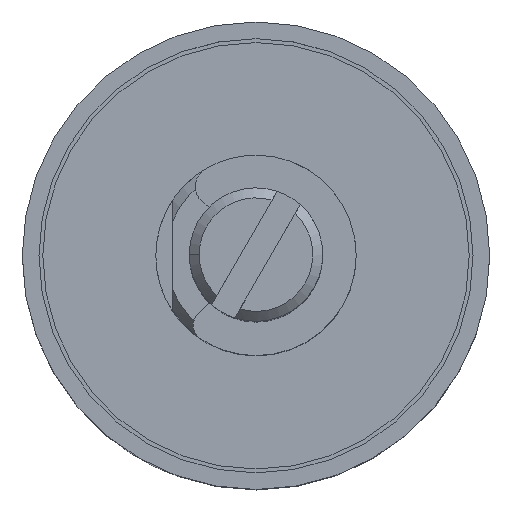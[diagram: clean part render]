
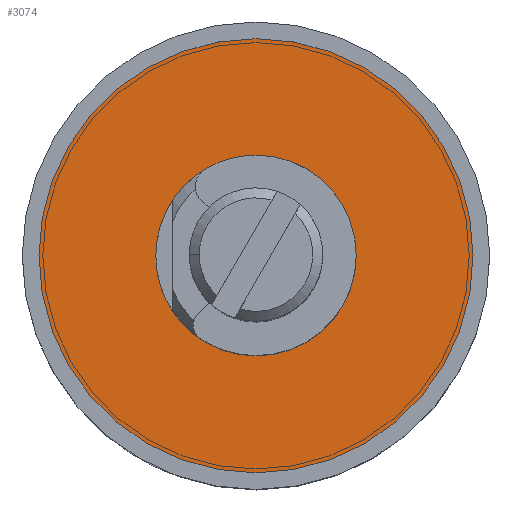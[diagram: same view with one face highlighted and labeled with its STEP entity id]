
A CAD part, top view. The second image highlights one B-rep face of the part: STEP entity #3074.
In plain terms, the highlighted planar face has unit normal (0, 0, 1).
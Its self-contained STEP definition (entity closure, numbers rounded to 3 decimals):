
#107 = AXIS2_PLACEMENT_3D ( 'NONE', #9054, #4830, #9883 ) ;
#285 = AXIS2_PLACEMENT_3D ( 'NONE', #1447, #5505, #7192 ) ;
#460 = DIRECTION ( 'NONE',  ( 0., 0., -1. ) ) ;
#1270 = DIRECTION ( 'NONE',  ( -1., 0., 0. ) ) ;
#1447 = CARTESIAN_POINT ( 'NONE',  ( 0., 0., 0.5 ) ) ;
#1458 = CARTESIAN_POINT ( 'NONE',  ( -3., 0., 0.5 ) ) ;
#1501 = ORIENTED_EDGE ( 'NONE', *, *, #2740, .T. ) ;
#2740 = EDGE_CURVE ( 'NONE', #9746, #5225, #5011, .T. ) ;
#3009 = EDGE_LOOP ( 'NONE', ( #10273, #1501 ) ) ;
#3074 = ADVANCED_FACE ( 'NONE', ( #5907, #7331 ), #6715, .T. ) ;
#3141 = CIRCLE ( 'NONE', #107, 6.5 ) ;
#3166 = ORIENTED_EDGE ( 'NONE', *, *, #5918, .T. ) ;
#3502 = DIRECTION ( 'NONE',  ( 0., 0., 1. ) ) ;
#3919 = CIRCLE ( 'NONE', #6354, 3. ) ;
#4803 = DIRECTION ( 'NONE',  ( 0., 0., -1. ) ) ;
#4830 = DIRECTION ( 'NONE',  ( 0., 0., 1. ) ) ;
#5011 = CIRCLE ( 'NONE', #285, 6.5 ) ;
#5162 = DIRECTION ( 'NONE',  ( 1., 0., 0. ) ) ;
#5225 = VERTEX_POINT ( 'NONE', #5784 ) ;
#5505 = DIRECTION ( 'NONE',  ( 0., 0., 1. ) ) ;
#5784 = CARTESIAN_POINT ( 'NONE',  ( 6.5, 0., 0.5 ) ) ;
#5907 = FACE_BOUND ( 'NONE', #9733, .T. ) ;
#5918 = EDGE_CURVE ( 'NONE', #8216, #7128, #9773, .T. ) ;
#6108 = ORIENTED_EDGE ( 'NONE', *, *, #9031, .T. ) ;
#6354 = AXIS2_PLACEMENT_3D ( 'NONE', #6985, #460, #1270 ) ;
#6715 = PLANE ( 'NONE',  #10122 ) ;
#6985 = CARTESIAN_POINT ( 'NONE',  ( 0., 0., 0.5 ) ) ;
#7128 = VERTEX_POINT ( 'NONE', #8827 ) ;
#7192 = DIRECTION ( 'NONE',  ( 1., 0., 0. ) ) ;
#7331 = FACE_OUTER_BOUND ( 'NONE', #3009, .T. ) ;
#8020 = DIRECTION ( 'NONE',  ( -1., 0., 0. ) ) ;
#8216 = VERTEX_POINT ( 'NONE', #1458 ) ;
#8383 = CARTESIAN_POINT ( 'NONE',  ( 3., 0., 0.5 ) ) ;
#8626 = AXIS2_PLACEMENT_3D ( 'NONE', #10594, #4803, #8020 ) ;
#8827 = CARTESIAN_POINT ( 'NONE',  ( 3., 0., 0.5 ) ) ;
#9031 = EDGE_CURVE ( 'NONE', #7128, #8216, #3919, .T. ) ;
#9054 = CARTESIAN_POINT ( 'NONE',  ( 0., 0., 0.5 ) ) ;
#9235 = CARTESIAN_POINT ( 'NONE',  ( -6.5, 0., 0.5 ) ) ;
#9307 = EDGE_CURVE ( 'NONE', #5225, #9746, #3141, .T. ) ;
#9733 = EDGE_LOOP ( 'NONE', ( #3166, #6108 ) ) ;
#9746 = VERTEX_POINT ( 'NONE', #9235 ) ;
#9773 = CIRCLE ( 'NONE', #8626, 3. ) ;
#9883 = DIRECTION ( 'NONE',  ( 1., 0., 0. ) ) ;
#10122 = AXIS2_PLACEMENT_3D ( 'NONE', #8383, #3502, #5162 ) ;
#10273 = ORIENTED_EDGE ( 'NONE', *, *, #9307, .T. ) ;
#10594 = CARTESIAN_POINT ( 'NONE',  ( 0., 0., 0.5 ) ) ;
